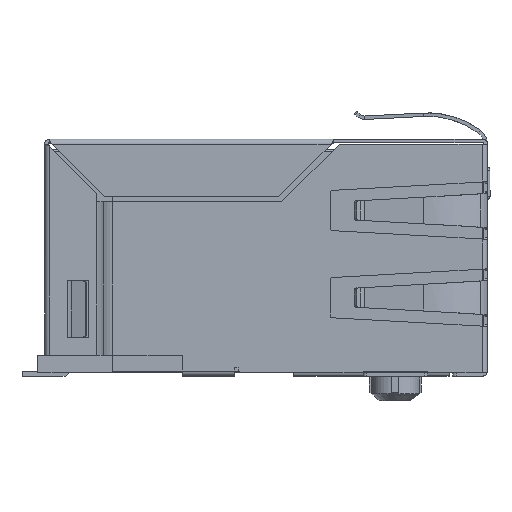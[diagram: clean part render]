
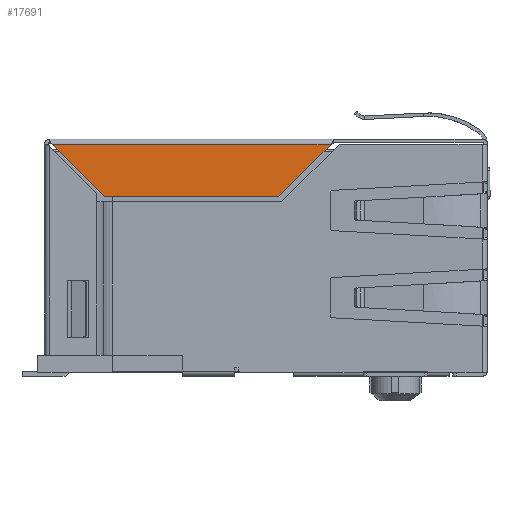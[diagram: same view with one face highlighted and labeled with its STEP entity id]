
A CAD part, left-side view. The second image highlights one B-rep face of the part: STEP entity #17691.
In plain terms, the highlighted face is planar.
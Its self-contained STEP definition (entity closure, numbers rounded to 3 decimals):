
#891=PLANE('',#21444);
#1989=LINE('',#29100,#3954);
#1993=LINE('',#29109,#3958);
#1995=LINE('',#29113,#3960);
#1996=LINE('',#29114,#3961);
#3954=VECTOR('',#23801,1000.);
#3958=VECTOR('',#23809,1000.);
#3960=VECTOR('',#23813,1000.);
#3961=VECTOR('',#23814,1000.);
#6670=ORIENTED_EDGE('',*,*,#11473,.T.);
#6671=ORIENTED_EDGE('',*,*,#11467,.T.);
#6672=ORIENTED_EDGE('',*,*,#11474,.T.);
#6673=ORIENTED_EDGE('',*,*,#11471,.T.);
#11467=EDGE_CURVE('',#13872,#13870,#1989,.T.);
#11471=EDGE_CURVE('',#13878,#13877,#1993,.T.);
#11473=EDGE_CURVE('',#13877,#13872,#1995,.T.);
#11474=EDGE_CURVE('',#13870,#13878,#1996,.T.);
#13870=VERTEX_POINT('',#29068);
#13872=VERTEX_POINT('',#29083);
#13877=VERTEX_POINT('',#29108);
#13878=VERTEX_POINT('',#29110);
#15504=EDGE_LOOP('',(#6670,#6671,#6672,#6673));
#16565=FACE_BOUND('',#15504,.T.);
#17691=ADVANCED_FACE('',(#16565),#891,.T.);
#21444=AXIS2_PLACEMENT_3D('',#29112,#23811,#23812);
#23801=DIRECTION('',(0.,1.,0.));
#23809=DIRECTION('',(0.,-1.,0.));
#23811=DIRECTION('',(1.,0.,0.));
#23812=DIRECTION('',(0.,0.,-1.));
#23813=DIRECTION('',(0.,-0.707,-0.707));
#23814=DIRECTION('',(0.,-0.707,0.707));
#29068=CARTESIAN_POINT('',(8.05,12.27,-6.71));
#29083=CARTESIAN_POINT('',(8.05,-3.73,-6.71));
#29100=CARTESIAN_POINT('',(8.05,-3.73,-6.71));
#29108=CARTESIAN_POINT('',(8.05,-0.73,-3.71));
#29109=CARTESIAN_POINT('',(8.05,9.27,-3.71));
#29110=CARTESIAN_POINT('',(8.05,9.27,-3.71));
#29112=CARTESIAN_POINT('',(8.05,-3.861,-6.84));
#29113=CARTESIAN_POINT('',(8.05,-0.73,-3.71));
#29114=CARTESIAN_POINT('',(8.05,12.4,-6.84));
